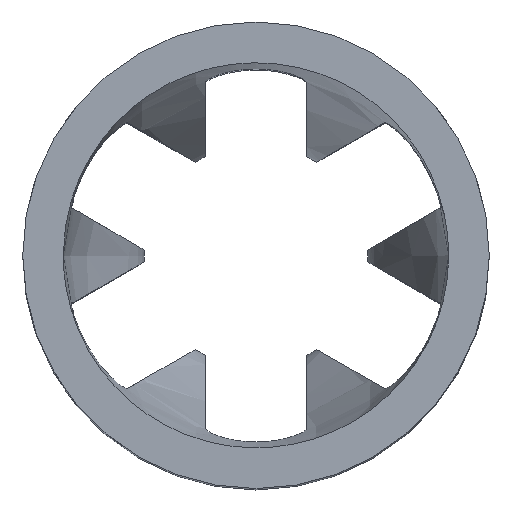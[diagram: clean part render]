
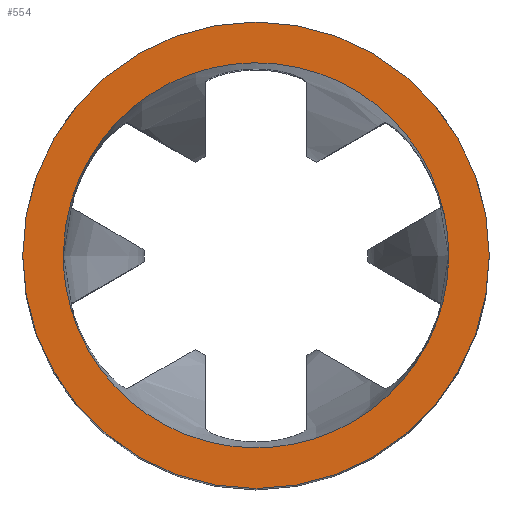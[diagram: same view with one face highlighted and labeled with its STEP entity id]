
A CAD part, top view. The second image highlights one B-rep face of the part: STEP entity #554.
In plain terms, the highlighted planar face has unit normal (0, 0, 1).
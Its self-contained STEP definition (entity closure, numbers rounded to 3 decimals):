
#15=CIRCLE('',#596,1.15);
#23=FACE_BOUND('',#110,.T.);
#46=PLANE('',#595);
#74=FACE_OUTER_BOUND('',#109,.T.);
#109=EDGE_LOOP('',(#484));
#110=EDGE_LOOP('',(#485));
#221=B_SPLINE_CURVE_WITH_KNOTS('',3,(#5722,#5723,#5724,#5725,#5726,#5727,
#5728,#5729,#5730,#5731,#5732,#5733,#5734,#5735,#5736,#5737,#5738,#5739,
#5740,#5741,#5742,#5743,#5744,#5745,#5746,#5747,#5748,#5749,#5750,#5751,
#5752,#5753,#5754,#5755,#5756,#5757),.UNSPECIFIED.,.T.,.F.,(4,2,2,2,2,2,
2,2,2,2,2,2,2,2,2,2,2,4),(0.,0.037,0.074,0.111,
0.148,0.186,0.223,0.26,0.297,
0.334,0.371,0.408,0.445,
0.482,0.519,0.556,0.577,
0.598),.UNSPECIFIED.);
#273=VERTEX_POINT('',#5674);
#274=VERTEX_POINT('',#5759);
#352=EDGE_CURVE('',#273,#273,#221,.T.);
#353=EDGE_CURVE('',#274,#274,#15,.T.);
#484=ORIENTED_EDGE('',*,*,#353,.T.);
#485=ORIENTED_EDGE('',*,*,#352,.T.);
#554=ADVANCED_FACE('',(#74,#23),#46,.T.);
#595=AXIS2_PLACEMENT_3D('',#5758,#674,#675);
#596=AXIS2_PLACEMENT_3D('',#5760,#676,#677);
#674=DIRECTION('center_axis',(0.,0.,1.));
#675=DIRECTION('ref_axis',(1.,0.,0.));
#676=DIRECTION('center_axis',(0.,0.,1.));
#677=DIRECTION('ref_axis',(1.,0.,0.));
#5674=CARTESIAN_POINT('',(-0.95,0.,4.));
#5722=CARTESIAN_POINT('Ctrl Pts',(-0.95,0.,4.));
#5723=CARTESIAN_POINT('Ctrl Pts',(-0.95,0.124,4.));
#5724=CARTESIAN_POINT('Ctrl Pts',(-0.926,0.246,
4.));
#5725=CARTESIAN_POINT('Ctrl Pts',(-0.832,0.475,
4.));
#5726=CARTESIAN_POINT('Ctrl Pts',(-0.763,0.579,
4.));
#5727=CARTESIAN_POINT('Ctrl Pts',(-0.59,0.754,
4.));
#5728=CARTESIAN_POINT('Ctrl Pts',(-0.487,0.824,
4.));
#5729=CARTESIAN_POINT('Ctrl Pts',(-0.259,0.921,
4.));
#5730=CARTESIAN_POINT('Ctrl Pts',(-0.137,0.947,
4.));
#5731=CARTESIAN_POINT('Ctrl Pts',(0.111,0.95,4.));
#5732=CARTESIAN_POINT('Ctrl Pts',(0.234,0.928,4.));
#5733=CARTESIAN_POINT('Ctrl Pts',(0.465,0.837,4.));
#5734=CARTESIAN_POINT('Ctrl Pts',(0.57,0.77,4.));
#5735=CARTESIAN_POINT('Ctrl Pts',(0.748,0.598,4.));
#5736=CARTESIAN_POINT('Ctrl Pts',(0.819,0.496,4.));
#5737=CARTESIAN_POINT('Ctrl Pts',(0.919,0.27,4.));
#5738=CARTESIAN_POINT('Ctrl Pts',(0.946,0.148,4.));
#5739=CARTESIAN_POINT('Ctrl Pts',(0.953,-0.099,
4.));
#5740=CARTESIAN_POINT('Ctrl Pts',(0.932,-0.222,
4.));
#5741=CARTESIAN_POINT('Ctrl Pts',(0.844,-0.453,
4.));
#5742=CARTESIAN_POINT('Ctrl Pts',(0.778,-0.558,
4.));
#5743=CARTESIAN_POINT('Ctrl Pts',(0.609,-0.739,
4.));
#5744=CARTESIAN_POINT('Ctrl Pts',(0.508,-0.811,
4.));
#5745=CARTESIAN_POINT('Ctrl Pts',(0.283,-0.914,
4.));
#5746=CARTESIAN_POINT('Ctrl Pts',(0.162,-0.943,4.));
#5747=CARTESIAN_POINT('Ctrl Pts',(-0.086,-0.953,
4.));
#5748=CARTESIAN_POINT('Ctrl Pts',(-0.21,-0.934,
4.));
#5749=CARTESIAN_POINT('Ctrl Pts',(-0.443,-0.849,
4.));
#5750=CARTESIAN_POINT('Ctrl Pts',(-0.549,-0.784,
4.));
#5751=CARTESIAN_POINT('Ctrl Pts',(-0.732,-0.618,
4.));
#5752=CARTESIAN_POINT('Ctrl Pts',(-0.806,-0.517,
4.));
#5753=CARTESIAN_POINT('Ctrl Pts',(-0.889,-0.343,
4.));
#5754=CARTESIAN_POINT('Ctrl Pts',(-0.912,-0.276,
4.));
#5755=CARTESIAN_POINT('Ctrl Pts',(-0.942,-0.14,
4.));
#5756=CARTESIAN_POINT('Ctrl Pts',(-0.95,-0.07,4.));
#5757=CARTESIAN_POINT('Ctrl Pts',(-0.95,0.,4.));
#5758=CARTESIAN_POINT('Origin',(0.,0.,4.));
#5759=CARTESIAN_POINT('',(-1.15,0.,4.));
#5760=CARTESIAN_POINT('Origin',(0.,0.,4.));
